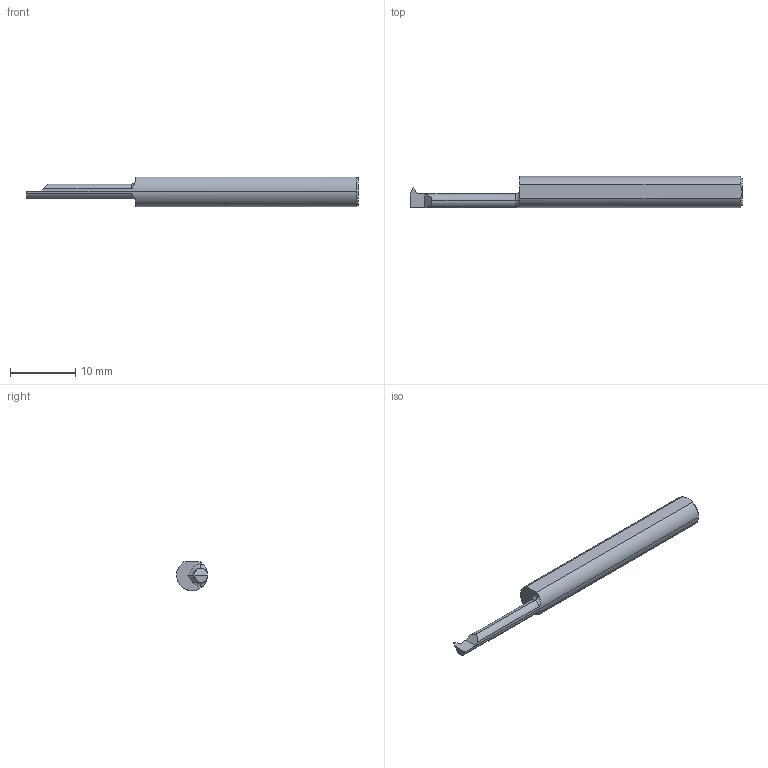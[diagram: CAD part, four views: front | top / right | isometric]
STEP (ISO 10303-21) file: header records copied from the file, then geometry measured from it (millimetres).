
FILE_DESCRIPTION (( 'STEP AP203' ), '1' );
FILE_NAME ('231660-LHTT120600.STEP', '2025-01-18T00:51:54', ( '' ), ( '' ), 'SwSTEP 2.0', 'SolidWorks 2024', '' );
FILE_SCHEMA (( 'CONFIG_CONTROL_DESIGN' ));
Length unit declared in the file: inch
Products named in the file (1): 231660-LHTT120600
Bounding box: 50.8 x 4.75 x 4.5 mm (x, y, z)
Volume: 647 mm3; surface area: 646.8 mm2
Topology: 1 solids, 1 shells, 31 faces, 76 edges, 47 vertices
Faces by surface type: plane 19, cylinder 6, torus 3, cone 3
Entity records: 1009 total; most frequent: CARTESIAN_POINT 201, DIRECTION 154, ORIENTED_EDGE 152, EDGE_CURVE 76, AXIS2_PLACEMENT_3D 54, VERTEX_POINT 47, VECTOR 46, LINE 46
